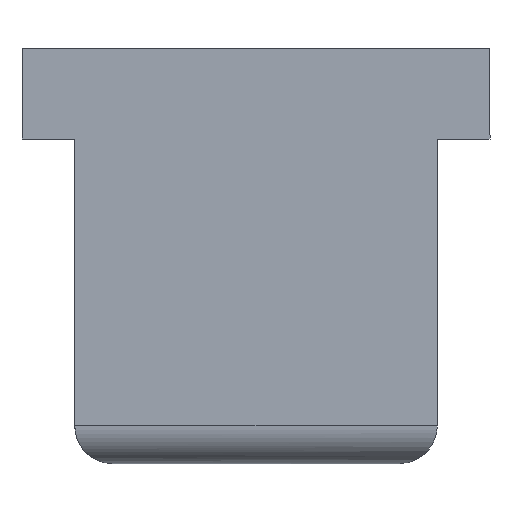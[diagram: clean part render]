
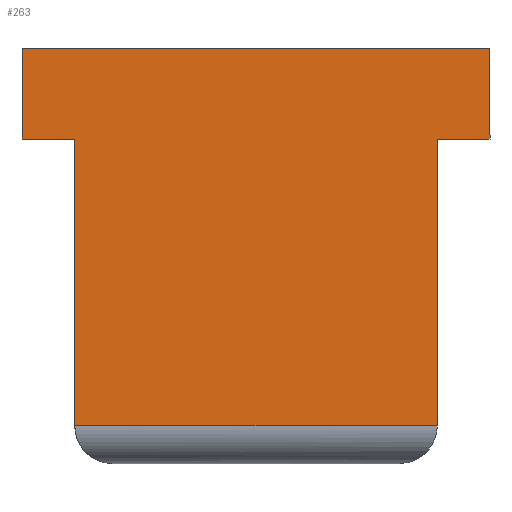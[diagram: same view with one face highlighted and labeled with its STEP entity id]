
A CAD part, front view. The second image highlights one B-rep face of the part: STEP entity #263.
In plain terms, the highlighted planar face has unit normal (0, -1, 0).
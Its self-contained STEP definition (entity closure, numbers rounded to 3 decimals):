
#17=PLANE('',#297);
#32=FACE_OUTER_BOUND('',#48,.T.);
#48=EDGE_LOOP('',(#198,#199,#200,#201,#202,#203,#204,#205));
#68=LINE('',#405,#98);
#72=LINE('',#414,#102);
#73=LINE('',#416,#103);
#74=LINE('',#418,#104);
#75=LINE('',#420,#105);
#76=LINE('',#422,#106);
#77=LINE('',#424,#107);
#78=LINE('',#425,#108);
#98=VECTOR('',#329,10.);
#102=VECTOR('',#339,10.);
#103=VECTOR('',#340,10.);
#104=VECTOR('',#341,10.);
#105=VECTOR('',#342,10.);
#106=VECTOR('',#343,10.);
#107=VECTOR('',#344,10.);
#108=VECTOR('',#345,10.);
#127=VERTEX_POINT('',#394);
#130=VERTEX_POINT('',#404);
#132=VERTEX_POINT('',#413);
#133=VERTEX_POINT('',#415);
#134=VERTEX_POINT('',#417);
#135=VERTEX_POINT('',#419);
#136=VERTEX_POINT('',#421);
#137=VERTEX_POINT('',#423);
#153=EDGE_CURVE('',#127,#130,#68,.T.);
#158=EDGE_CURVE('',#127,#132,#72,.T.);
#159=EDGE_CURVE('',#133,#132,#73,.T.);
#160=EDGE_CURVE('',#134,#133,#74,.T.);
#161=EDGE_CURVE('',#135,#134,#75,.T.);
#162=EDGE_CURVE('',#136,#135,#76,.T.);
#163=EDGE_CURVE('',#137,#136,#77,.T.);
#164=EDGE_CURVE('',#130,#137,#78,.T.);
#198=ORIENTED_EDGE('',*,*,#153,.F.);
#199=ORIENTED_EDGE('',*,*,#158,.T.);
#200=ORIENTED_EDGE('',*,*,#159,.F.);
#201=ORIENTED_EDGE('',*,*,#160,.F.);
#202=ORIENTED_EDGE('',*,*,#161,.F.);
#203=ORIENTED_EDGE('',*,*,#162,.F.);
#204=ORIENTED_EDGE('',*,*,#163,.F.);
#205=ORIENTED_EDGE('',*,*,#164,.F.);
#263=ADVANCED_FACE('',(#32),#17,.T.);
#297=AXIS2_PLACEMENT_3D('',#412,#337,#338);
#329=DIRECTION('',(-1.,0.,0.));
#337=DIRECTION('center_axis',(0.,-1.,0.));
#338=DIRECTION('ref_axis',(1.,0.,0.));
#339=DIRECTION('',(0.,0.,1.));
#340=DIRECTION('',(-1.,0.,0.));
#341=DIRECTION('',(0.,0.,-1.));
#342=DIRECTION('',(1.,0.,0.));
#343=DIRECTION('',(0.,0.,1.));
#344=DIRECTION('',(-1.,0.,0.));
#345=DIRECTION('',(0.,0.,1.));
#394=CARTESIAN_POINT('',(2.362,-0.875,-41.85));
#404=CARTESIAN_POINT('',(-2.438,-0.875,-41.85));
#405=CARTESIAN_POINT('',(-1.238,-0.875,-41.85));
#412=CARTESIAN_POINT('Origin',(-2.438,-0.875,-42.35));
#413=CARTESIAN_POINT('',(2.362,-0.875,-38.05));
#414=CARTESIAN_POINT('',(2.362,-0.875,-42.35));
#415=CARTESIAN_POINT('',(3.062,-0.875,-38.05));
#416=CARTESIAN_POINT('',(1.162,-0.875,-38.05));
#417=CARTESIAN_POINT('',(3.062,-0.875,-36.85));
#418=CARTESIAN_POINT('',(3.062,-0.875,-37.75));
#419=CARTESIAN_POINT('',(-3.138,-0.875,-36.85));
#420=CARTESIAN_POINT('',(-1.238,-0.875,-36.85));
#421=CARTESIAN_POINT('',(-3.138,-0.875,-38.05));
#422=CARTESIAN_POINT('',(-3.138,-0.875,-37.15));
#423=CARTESIAN_POINT('',(-2.438,-0.875,-38.05));
#424=CARTESIAN_POINT('',(-1.588,-0.875,-38.05));
#425=CARTESIAN_POINT('',(-2.438,-0.875,-42.35));
